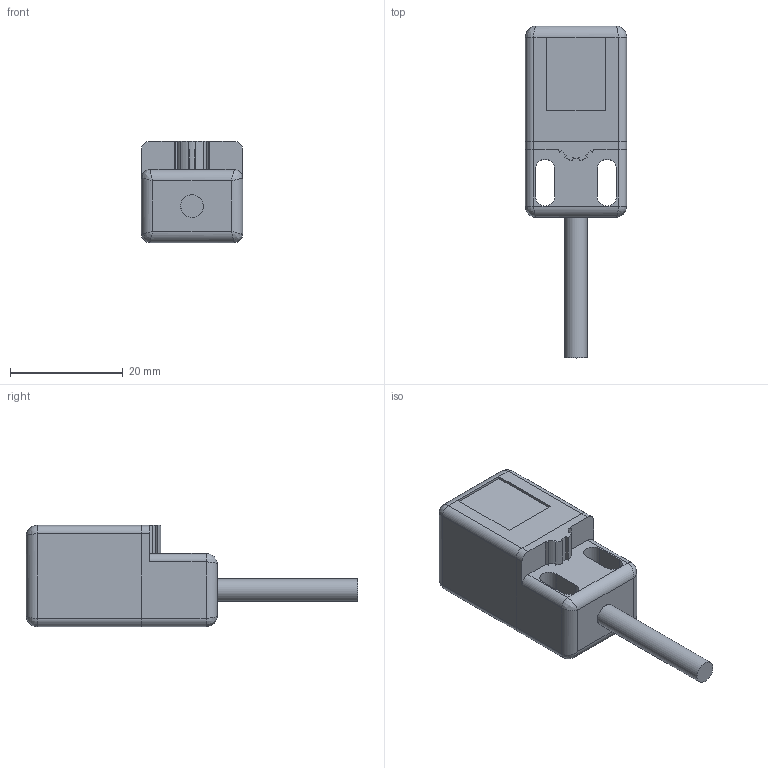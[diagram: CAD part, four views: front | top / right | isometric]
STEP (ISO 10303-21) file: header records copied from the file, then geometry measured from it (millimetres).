
FILE_DESCRIPTION(/* description */ (''),/* implementation_level */ '2;1');
FILE_NAME(/* name */ 'Q1805.stp',/* time_stamp */ '2022-03-21T17:16:13+08:00',/* author */ (''),/* organization */ (''),/* preprocessor_version */ 'ST-DEVELOPER v15',/* originating_system */ 'SIEMENS PLM Software NX 8.5',/* authorisation */ '');
FILE_SCHEMA (('CONFIG_CONTROL_DESIGN'));
Length unit declared in the file: millimetre
Products named in the file (4): Q1805%-51%-30%-65%-57_sldprt; Q1805%-70%-13%-72%-57_sldprt; _model1; Q1805
Assembly tree (3 placements, depth 2):
  Q1805
    _model1
    Q1805%-70%-13%-72%-57_sldprt
    Q1805%-51%-30%-65%-57_sldprt
Bounding box: 18 x 59 x 18 mm (x, y, z)
Volume: 5616 mm3; surface area: 6763 mm2
Topology: 3 solids, 3 shells, 250 faces, 681 edges, 436 vertices
Faces by surface type: plane 150, cylinder 91, bspline 9
Full cylindrical faces by diameter (mm): 2.2 x2, 2.6 x2, 4 x1, 4.05 x1
Entity records: 8398 total; most frequent: CARTESIAN_POINT 1619, DIRECTION 1352, ORIENTED_EDGE 1326, EDGE_CURVE 663, AXIS2_PLACEMENT_3D 456, LINE 440, VECTOR 440, VERTEX_POINT 432
